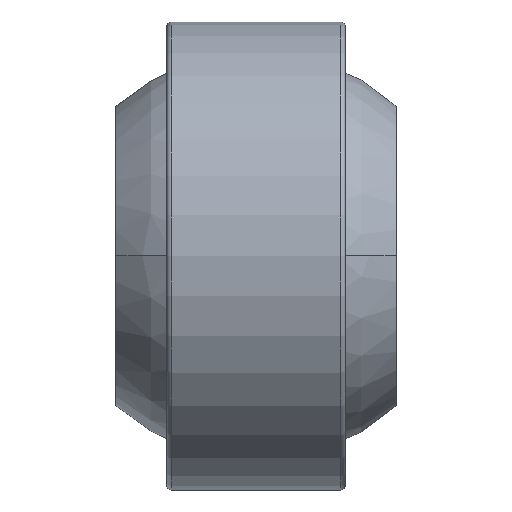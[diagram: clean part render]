
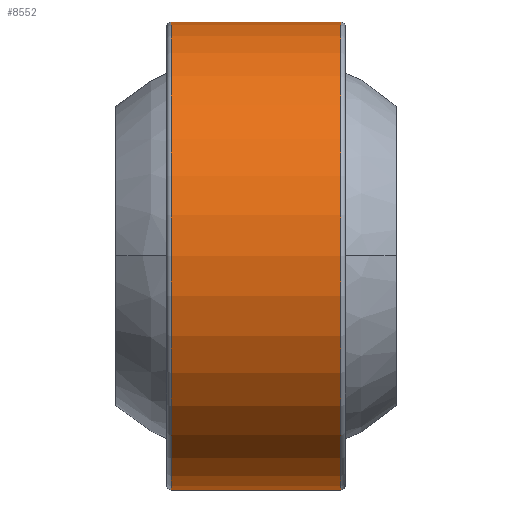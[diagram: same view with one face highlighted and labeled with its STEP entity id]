
A CAD part, top view. The second image highlights one B-rep face of the part: STEP entity #8552.
In plain terms, the highlighted cylindrical face has radius 52.5 mm (diameter 105 mm), a partial arc.
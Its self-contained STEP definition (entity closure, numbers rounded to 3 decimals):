
#345=DIRECTION('',(0.,1.,0.));
#346=VECTOR('',#345,38.);
#347=CARTESIAN_POINT('',(52.5,-19.,0.));
#348=LINE('',#347,#346);
#2095=CARTESIAN_POINT('',(0.,19.,0.));
#2096=DIRECTION('',(0.,1.,0.));
#2097=DIRECTION('',(-1.,0.,0.));
#2098=AXIS2_PLACEMENT_3D('',#2095,#2096,#2097);
#2100=CARTESIAN_POINT('',(0.,-19.,0.));
#2101=DIRECTION('',(0.,-1.,0.));
#2102=DIRECTION('',(1.,0.,0.));
#2103=AXIS2_PLACEMENT_3D('',#2100,#2101,#2102);
#2105=DIRECTION('',(0.,1.,0.));
#2106=VECTOR('',#2105,38.);
#2107=CARTESIAN_POINT('',(-52.5,-19.,0.));
#2108=LINE('',#2107,#2106);
#5727=CARTESIAN_POINT('',(-52.5,19.,0.));
#5728=CARTESIAN_POINT('',(52.5,19.,0.));
#5729=VERTEX_POINT('',#5727);
#5730=VERTEX_POINT('',#5728);
#5735=CARTESIAN_POINT('',(52.5,-19.,0.));
#5736=CARTESIAN_POINT('',(-52.5,-19.,0.));
#5737=VERTEX_POINT('',#5735);
#5738=VERTEX_POINT('',#5736);
#8541=CARTESIAN_POINT('',(0.,-20.,0.));
#8542=DIRECTION('',(0.,1.,0.));
#8543=DIRECTION('',(1.,0.,0.));
#8544=AXIS2_PLACEMENT_3D('',#8541,#8542,#8543);
#8545=CYLINDRICAL_SURFACE('',#8544,52.5);
#8546=ORIENTED_EDGE('',*,*,#8535,.T.);
#8547=ORIENTED_EDGE('',*,*,#7567,.F.);
#8548=ORIENTED_EDGE('',*,*,#7537,.T.);
#8549=ORIENTED_EDGE('',*,*,#7564,.T.);
#8550=EDGE_LOOP('',(#8546,#8547,#8548,#8549));
#8551=FACE_OUTER_BOUND('',#8550,.F.);
#8552=ADVANCED_FACE('',(#8551),#8545,.T.);
#2099=CIRCLE('',#2098,52.5);
#2104=CIRCLE('',#2103,52.5);
#7537=EDGE_CURVE('',#5737,#5738,#2104,.T.);
#7564=EDGE_CURVE('',#5738,#5729,#2108,.T.);
#7567=EDGE_CURVE('',#5737,#5730,#348,.T.);
#8535=EDGE_CURVE('',#5729,#5730,#2099,.T.);
